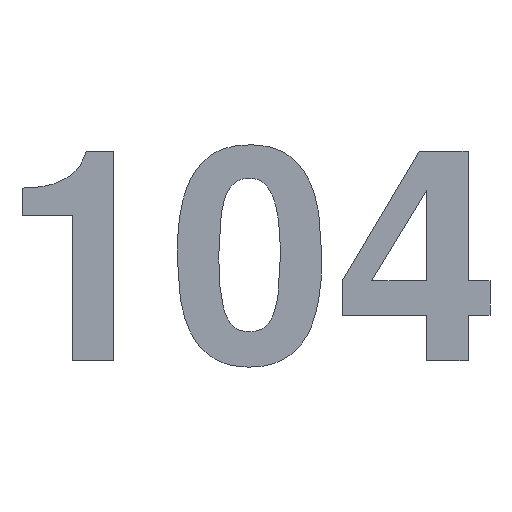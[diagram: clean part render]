
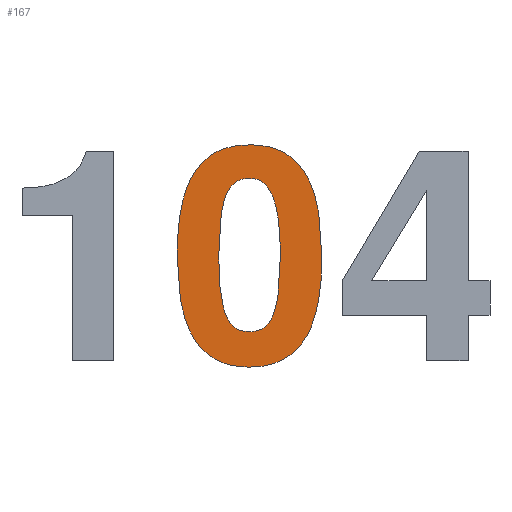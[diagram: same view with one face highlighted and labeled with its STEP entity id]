
A CAD part, top view. The second image highlights one B-rep face of the part: STEP entity #167.
In plain terms, the highlighted planar face has unit normal (0, 0, 1).
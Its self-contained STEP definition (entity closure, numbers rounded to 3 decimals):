
#11=FACE_BOUND('',#26,.T.);
#13=B_SPLINE_CURVE_WITH_KNOTS('',3,(#241,#242,#243,#244),.UNSPECIFIED.,
 .F.,.F.,(4,4),(0.,1.),.UNSPECIFIED.);
#14=B_SPLINE_CURVE_WITH_KNOTS('',3,(#246,#247,#248,#249),.UNSPECIFIED.,
 .F.,.F.,(4,4),(0.,1.),.UNSPECIFIED.);
#15=B_SPLINE_CURVE_WITH_KNOTS('',3,(#251,#252,#253,#254),.UNSPECIFIED.,
 .F.,.F.,(4,4),(0.,1.),.UNSPECIFIED.);
#16=B_SPLINE_CURVE_WITH_KNOTS('',3,(#255,#256,#257,#258),.UNSPECIFIED.,
 .F.,.F.,(4,4),(0.,1.),.UNSPECIFIED.);
#17=B_SPLINE_CURVE_WITH_KNOTS('',3,(#261,#262,#263,#264),.UNSPECIFIED.,
 .F.,.F.,(4,4),(0.,1.),.UNSPECIFIED.);
#18=B_SPLINE_CURVE_WITH_KNOTS('',3,(#266,#267,#268,#269),.UNSPECIFIED.,
 .F.,.F.,(4,4),(0.,1.),.UNSPECIFIED.);
#19=B_SPLINE_CURVE_WITH_KNOTS('',3,(#271,#272,#273,#274),.UNSPECIFIED.,
 .F.,.F.,(4,4),(0.,1.),.UNSPECIFIED.);
#20=B_SPLINE_CURVE_WITH_KNOTS('',3,(#275,#276,#277,#278),.UNSPECIFIED.,
 .F.,.F.,(4,4),(0.,1.),.UNSPECIFIED.);
#22=FACE_OUTER_BOUND('',#25,.T.);
#25=EDGE_LOOP('',(#135,#136,#137,#138));
#26=EDGE_LOOP('',(#139,#140,#141,#142));
#77=VERTEX_POINT('',#239);
#78=VERTEX_POINT('',#240);
#79=VERTEX_POINT('',#245);
#80=VERTEX_POINT('',#250);
#81=VERTEX_POINT('',#259);
#82=VERTEX_POINT('',#260);
#83=VERTEX_POINT('',#265);
#84=VERTEX_POINT('',#270);
#106=EDGE_CURVE('',#77,#78,#13,.T.);
#107=EDGE_CURVE('',#78,#79,#14,.T.);
#108=EDGE_CURVE('',#79,#80,#15,.T.);
#109=EDGE_CURVE('',#80,#77,#16,.T.);
#110=EDGE_CURVE('',#81,#82,#17,.T.);
#111=EDGE_CURVE('',#82,#83,#18,.T.);
#112=EDGE_CURVE('',#83,#84,#19,.T.);
#113=EDGE_CURVE('',#84,#81,#20,.T.);
#135=ORIENTED_EDGE('',*,*,#106,.T.);
#136=ORIENTED_EDGE('',*,*,#107,.T.);
#137=ORIENTED_EDGE('',*,*,#108,.T.);
#138=ORIENTED_EDGE('',*,*,#109,.T.);
#139=ORIENTED_EDGE('',*,*,#110,.T.);
#140=ORIENTED_EDGE('',*,*,#111,.T.);
#141=ORIENTED_EDGE('',*,*,#112,.T.);
#142=ORIENTED_EDGE('',*,*,#113,.T.);
#158=PLANE('',#190);
#167=ADVANCED_FACE('',(#22,#11),#158,.F.);
#190=AXIS2_PLACEMENT_3D('',#238,#204,#205);
#204=DIRECTION('center_axis',(0.,0.,-1.));
#205=DIRECTION('ref_axis',(-1.,0.,0.));
#238=CARTESIAN_POINT('Origin',(0.,-0.007,
1.34));
#239=CARTESIAN_POINT('',(0.,-0.243,1.34));
#240=CARTESIAN_POINT('',(0.153,-0.01,1.34));
#241=CARTESIAN_POINT('Ctrl Pts',(0.,-0.243,
1.34));
#242=CARTESIAN_POINT('Ctrl Pts',(0.124,-0.243,1.34));
#243=CARTESIAN_POINT('Ctrl Pts',(0.153,-0.136,1.34));
#244=CARTESIAN_POINT('Ctrl Pts',(0.153,-0.01,1.34));
#245=CARTESIAN_POINT('',(0.,0.228,1.34));
#246=CARTESIAN_POINT('Ctrl Pts',(0.153,-0.01,1.34));
#247=CARTESIAN_POINT('Ctrl Pts',(0.153,0.132,1.34));
#248=CARTESIAN_POINT('Ctrl Pts',(0.12,0.228,1.34));
#249=CARTESIAN_POINT('Ctrl Pts',(0.,0.228,1.34));
#250=CARTESIAN_POINT('',(-0.153,-0.008,1.34));
#251=CARTESIAN_POINT('Ctrl Pts',(0.,0.228,1.34));
#252=CARTESIAN_POINT('Ctrl Pts',(-0.119,0.228,1.34));
#253=CARTESIAN_POINT('Ctrl Pts',(-0.153,0.134,1.34));
#254=CARTESIAN_POINT('Ctrl Pts',(-0.153,-0.008,1.34));
#255=CARTESIAN_POINT('Ctrl Pts',(-0.153,-0.008,1.34));
#256=CARTESIAN_POINT('Ctrl Pts',(-0.153,-0.138,1.34));
#257=CARTESIAN_POINT('Ctrl Pts',(-0.123,-0.243,1.34));
#258=CARTESIAN_POINT('Ctrl Pts',(0.,-0.243,
1.34));
#259=CARTESIAN_POINT('',(0.065,-0.008,1.34));
#260=CARTESIAN_POINT('',(0.,-0.168,1.34));
#261=CARTESIAN_POINT('Ctrl Pts',(0.065,-0.008,
1.34));
#262=CARTESIAN_POINT('Ctrl Pts',(0.065,-0.142,1.34));
#263=CARTESIAN_POINT('Ctrl Pts',(0.04,-0.168,1.34));
#264=CARTESIAN_POINT('Ctrl Pts',(0.,-0.168,
1.34));
#265=CARTESIAN_POINT('',(-0.065,-0.007,1.34));
#266=CARTESIAN_POINT('Ctrl Pts',(0.,-0.168,
1.34));
#267=CARTESIAN_POINT('Ctrl Pts',(-0.041,-0.168,1.34));
#268=CARTESIAN_POINT('Ctrl Pts',(-0.065,-0.141,1.34));
#269=CARTESIAN_POINT('Ctrl Pts',(-0.065,-0.007,1.34));
#270=CARTESIAN_POINT('',(0.,0.157,1.34));
#271=CARTESIAN_POINT('Ctrl Pts',(-0.065,-0.007,1.34));
#272=CARTESIAN_POINT('Ctrl Pts',(-0.065,0.12,1.34));
#273=CARTESIAN_POINT('Ctrl Pts',(-0.045,0.157,1.34));
#274=CARTESIAN_POINT('Ctrl Pts',(0.,0.157,1.34));
#275=CARTESIAN_POINT('Ctrl Pts',(0.,0.157,1.34));
#276=CARTESIAN_POINT('Ctrl Pts',(0.04,0.157,1.34));
#277=CARTESIAN_POINT('Ctrl Pts',(0.065,0.12,1.34));
#278=CARTESIAN_POINT('Ctrl Pts',(0.065,-0.008,
1.34));
